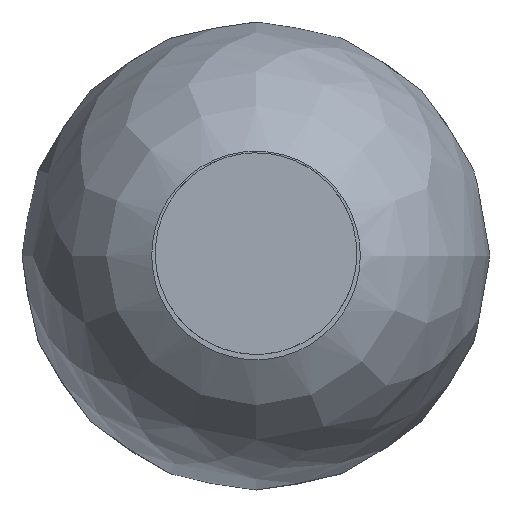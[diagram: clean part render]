
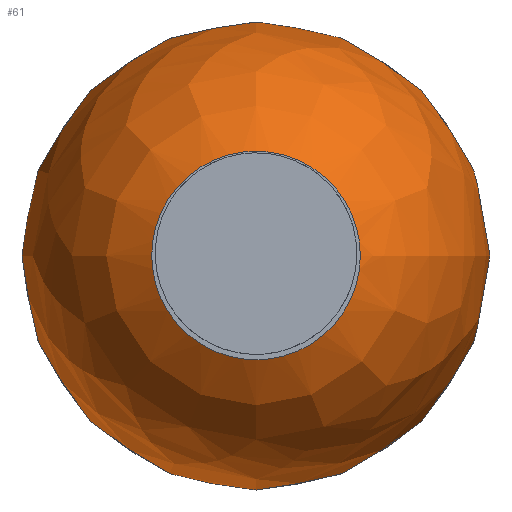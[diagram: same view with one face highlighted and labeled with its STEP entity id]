
A CAD part, top view. The second image highlights one B-rep face of the part: STEP entity #61.
In plain terms, the highlighted free-form (B-spline) face has degree [3, 2] with [8, 9] control points.
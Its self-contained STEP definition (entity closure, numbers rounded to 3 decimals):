
#16=B_SPLINE_CURVE_WITH_KNOTS('',3,(#594,#595,#596,#597,#598,#599,#600,
#601),.UNSPECIFIED.,.F.,.F.,(4,1,1,1,1,4),(8.731,34.347,
59.964,85.58,111.196,136.812),
 .UNSPECIFIED.);
#61=ADVANCED_FACE('',(#74),#185,.T.);
#74=FACE_OUTER_BOUND('',#87,.T.);
#87=EDGE_LOOP('',(#115,#116,#117,#118));
#115=ORIENTED_EDGE('',*,*,#147,.T.);
#116=ORIENTED_EDGE('',*,*,#145,.F.);
#117=ORIENTED_EDGE('',*,*,#146,.F.);
#118=ORIENTED_EDGE('',*,*,#145,.T.);
#145=EDGE_CURVE('',#175,#174,#16,.T.);
#146=EDGE_CURVE('',#175,#175,#160,.T.);
#147=EDGE_CURVE('',#174,#174,#161,.T.);
#160=(
BOUNDED_CURVE()
B_SPLINE_CURVE(2,(#602,#603,#604,#605,#606,#607,#608,#609,#610),
 .UNSPECIFIED.,.T.,.F.)
B_SPLINE_CURVE_WITH_KNOTS((3,2,2,2,3),(0.,208.471,416.942,
625.414,833.885),.UNSPECIFIED.)
CURVE()
GEOMETRIC_REPRESENTATION_ITEM()
RATIONAL_B_SPLINE_CURVE((1.,0.707,1.,0.707,1.,0.707,
1.,0.707,1.))
REPRESENTATION_ITEM('')
);
#161=(
BOUNDED_CURVE()
B_SPLINE_CURVE(2,(#611,#612,#613,#614,#615,#616,#617,#618,#619),
 .UNSPECIFIED.,.T.,.F.)
B_SPLINE_CURVE_WITH_KNOTS((3,2,2,2,3),(0.,208.471,416.942,
625.414,833.885),.UNSPECIFIED.)
CURVE()
GEOMETRIC_REPRESENTATION_ITEM()
RATIONAL_B_SPLINE_CURVE((1.,0.707,1.,0.707,1.,0.707,
1.,0.707,1.))
REPRESENTATION_ITEM('')
);
#174=VERTEX_POINT('',#567);
#175=VERTEX_POINT('',#568);
#185=(
BOUNDED_SURFACE()
B_SPLINE_SURFACE(3,2,((#383,#384,#385,#386,#387,#388,#389,#390,#391),(#392,
#393,#394,#395,#396,#397,#398,#399,#400),(#401,#402,#403,#404,#405,#406,
#407,#408,#409),(#410,#411,#412,#413,#414,#415,#416,#417,#418),(#419,#420,
#421,#422,#423,#424,#425,#426,#427),(#428,#429,#430,#431,#432,#433,#434,
#435,#436),(#437,#438,#439,#440,#441,#442,#443,#444,#445),(#446,#447,#448,
#449,#450,#451,#452,#453,#454)),.UNSPECIFIED.,.F.,.F.,.F.)
B_SPLINE_SURFACE_WITH_KNOTS((4,1,1,1,1,4),(3,2,2,2,3),(8.731,
34.347,59.964,85.58,111.196,136.812),
(0.,208.471,416.942,625.414,833.885),
 .UNSPECIFIED.)
GEOMETRIC_REPRESENTATION_ITEM()
RATIONAL_B_SPLINE_SURFACE(((1.,0.707,1.,0.707,1.,
0.707,1.,0.707,1.),(1.,0.707,1.,0.707,
1.,0.707,1.,0.707,1.),(1.,0.707,1.,
0.707,1.,0.707,1.,0.707,1.),(1.,0.707,
1.,0.707,1.,0.707,1.,0.707,1.),(1.,
0.707,1.,0.707,1.,0.707,1.,0.707,
1.),(1.,0.707,1.,0.707,1.,0.707,1.,
0.707,1.),(1.,0.707,1.,0.707,1.,0.707,
1.,0.707,1.),(1.,0.707,1.,0.707,1.,
0.707,1.,0.707,1.)))
REPRESENTATION_ITEM('')
SURFACE()
);
#383=CARTESIAN_POINT('',(119.198,0.,0.));
#384=CARTESIAN_POINT('',(119.198,-119.198,0.));
#385=CARTESIAN_POINT('',(0.,-119.198,0.));
#386=CARTESIAN_POINT('',(-119.198,-119.198,0.));
#387=CARTESIAN_POINT('',(-119.198,0.,0.));
#388=CARTESIAN_POINT('',(-119.198,119.198,0.));
#389=CARTESIAN_POINT('',(0.,119.198,0.));
#390=CARTESIAN_POINT('',(119.198,119.198,0.));
#391=CARTESIAN_POINT('',(119.198,0.,0.));
#392=CARTESIAN_POINT('',(123.894,0.,20.183));
#393=CARTESIAN_POINT('',(123.894,-123.894,20.183));
#394=CARTESIAN_POINT('',(0.,-123.894,20.183));
#395=CARTESIAN_POINT('',(-123.894,-123.894,20.183));
#396=CARTESIAN_POINT('',(-123.894,0.,20.183));
#397=CARTESIAN_POINT('',(-123.894,123.894,20.183));
#398=CARTESIAN_POINT('',(0.,123.894,20.183));
#399=CARTESIAN_POINT('',(123.894,123.894,20.183));
#400=CARTESIAN_POINT('',(123.894,0.,20.183));
#401=CARTESIAN_POINT('',(130.61,0.,61.182));
#402=CARTESIAN_POINT('',(130.61,-130.61,61.182));
#403=CARTESIAN_POINT('',(0.,-130.61,61.182));
#404=CARTESIAN_POINT('',(-130.61,-130.61,61.182));
#405=CARTESIAN_POINT('',(-130.61,0.,61.182));
#406=CARTESIAN_POINT('',(-130.61,130.61,61.182));
#407=CARTESIAN_POINT('',(0.,130.61,61.182));
#408=CARTESIAN_POINT('',(130.61,130.61,61.182));
#409=CARTESIAN_POINT('',(130.61,0.,61.182));
#410=CARTESIAN_POINT('',(134.049,0.,123.235));
#411=CARTESIAN_POINT('',(134.049,-134.049,123.235));
#412=CARTESIAN_POINT('',(0.,-134.049,123.235));
#413=CARTESIAN_POINT('',(-134.049,-134.049,123.235));
#414=CARTESIAN_POINT('',(-134.049,0.,123.235));
#415=CARTESIAN_POINT('',(-134.049,134.049,123.235));
#416=CARTESIAN_POINT('',(0.,134.049,123.235));
#417=CARTESIAN_POINT('',(134.049,134.049,123.235));
#418=CARTESIAN_POINT('',(134.049,0.,123.235));
#419=CARTESIAN_POINT('',(129.443,0.,185.736));
#420=CARTESIAN_POINT('',(129.443,-129.443,185.736));
#421=CARTESIAN_POINT('',(0.,-129.443,185.736));
#422=CARTESIAN_POINT('',(-129.443,-129.443,185.736));
#423=CARTESIAN_POINT('',(-129.443,0.,185.736));
#424=CARTESIAN_POINT('',(-129.443,129.443,185.736));
#425=CARTESIAN_POINT('',(0.,129.443,185.736));
#426=CARTESIAN_POINT('',(129.443,129.443,185.736));
#427=CARTESIAN_POINT('',(129.443,0.,185.736));
#428=CARTESIAN_POINT('',(108.411,0.,244.78));
#429=CARTESIAN_POINT('',(108.411,-108.411,244.78));
#430=CARTESIAN_POINT('',(0.,-108.411,244.78));
#431=CARTESIAN_POINT('',(-108.411,-108.411,244.78));
#432=CARTESIAN_POINT('',(-108.411,0.,244.78));
#433=CARTESIAN_POINT('',(-108.411,108.411,244.78));
#434=CARTESIAN_POINT('',(0.,108.411,244.78));
#435=CARTESIAN_POINT('',(108.411,108.411,244.78));
#436=CARTESIAN_POINT('',(108.411,0.,244.78));
#437=CARTESIAN_POINT('',(78.471,0.,275.959));
#438=CARTESIAN_POINT('',(78.471,-78.471,275.959));
#439=CARTESIAN_POINT('',(0.,-78.471,275.959));
#440=CARTESIAN_POINT('',(-78.471,-78.471,275.959));
#441=CARTESIAN_POINT('',(-78.471,0.,275.959));
#442=CARTESIAN_POINT('',(-78.471,78.471,275.959));
#443=CARTESIAN_POINT('',(0.,78.471,275.959));
#444=CARTESIAN_POINT('',(78.471,78.471,275.959));
#445=CARTESIAN_POINT('',(78.471,0.,275.959));
#446=CARTESIAN_POINT('',(59.149,0.,284.));
#447=CARTESIAN_POINT('',(59.149,-59.149,284.));
#448=CARTESIAN_POINT('',(0.,-59.149,284.));
#449=CARTESIAN_POINT('',(-59.149,-59.149,284.));
#450=CARTESIAN_POINT('',(-59.149,0.,284.));
#451=CARTESIAN_POINT('',(-59.149,59.149,284.));
#452=CARTESIAN_POINT('',(0.,59.149,284.));
#453=CARTESIAN_POINT('',(59.149,59.149,284.));
#454=CARTESIAN_POINT('',(59.149,0.,284.));
#567=CARTESIAN_POINT('',(59.149,0.,284.));
#568=CARTESIAN_POINT('',(119.198,0.,0.));
#594=CARTESIAN_POINT('',(119.198,0.,0.));
#595=CARTESIAN_POINT('',(123.894,0.,20.183));
#596=CARTESIAN_POINT('',(130.61,0.,61.182));
#597=CARTESIAN_POINT('',(134.049,0.,123.235));
#598=CARTESIAN_POINT('',(129.443,0.,185.736));
#599=CARTESIAN_POINT('',(108.411,0.,244.78));
#600=CARTESIAN_POINT('',(78.471,0.,275.959));
#601=CARTESIAN_POINT('',(59.149,0.,284.));
#602=CARTESIAN_POINT('',(119.198,0.,0.));
#603=CARTESIAN_POINT('',(119.198,-119.198,0.));
#604=CARTESIAN_POINT('',(0.,-119.198,0.));
#605=CARTESIAN_POINT('',(-119.198,-119.198,0.));
#606=CARTESIAN_POINT('',(-119.198,0.,0.));
#607=CARTESIAN_POINT('',(-119.198,119.198,0.));
#608=CARTESIAN_POINT('',(0.,119.198,0.));
#609=CARTESIAN_POINT('',(119.198,119.198,0.));
#610=CARTESIAN_POINT('',(119.198,0.,0.));
#611=CARTESIAN_POINT('',(59.149,0.,284.));
#612=CARTESIAN_POINT('',(59.149,-59.149,284.));
#613=CARTESIAN_POINT('',(0.,-59.149,284.));
#614=CARTESIAN_POINT('',(-59.149,-59.149,284.));
#615=CARTESIAN_POINT('',(-59.149,0.,284.));
#616=CARTESIAN_POINT('',(-59.149,59.149,284.));
#617=CARTESIAN_POINT('',(0.,59.149,284.));
#618=CARTESIAN_POINT('',(59.149,59.149,284.));
#619=CARTESIAN_POINT('',(59.149,0.,284.));
